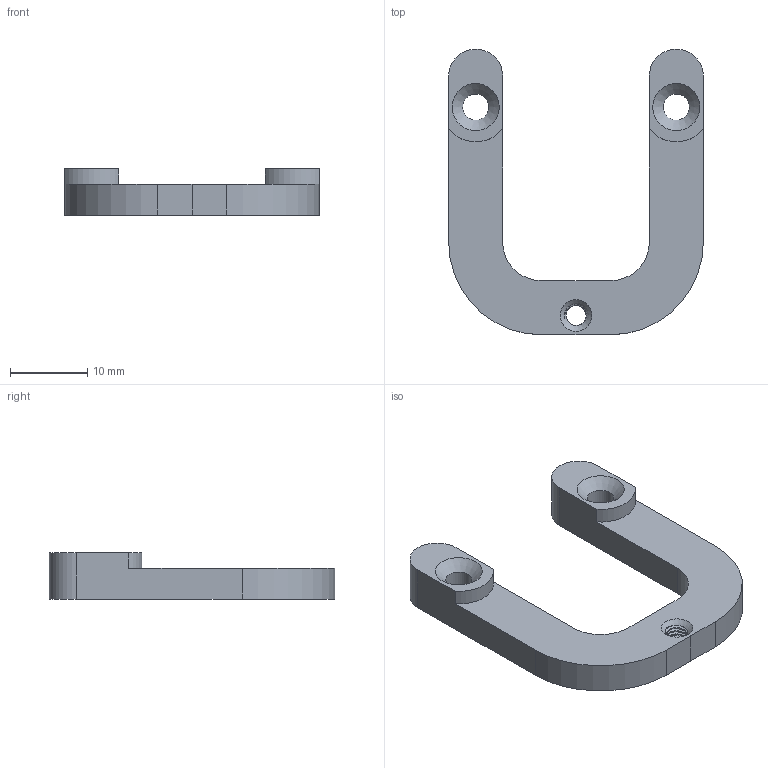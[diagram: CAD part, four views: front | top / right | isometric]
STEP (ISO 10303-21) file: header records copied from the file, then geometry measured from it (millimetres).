
FILE_DESCRIPTION(('FreeCAD Model'),'2;1');
FILE_NAME('Open CASCADE Shape Model','2023-06-05T17:45:46',(''),(''), 'Open CASCADE STEP processor 7.6','FreeCAD','Unknown');
FILE_SCHEMA(('AUTOMOTIVE_DESIGN { 1 0 10303 214 1 1 1 1 }'));
Length unit declared in the file: millimetre
Products named in the file (1): Hole065
Bounding box: 33 x 37 x 6 mm (x, y, z)
Volume: 2497.8 mm3; surface area: 2144.4 mm2
Topology: 1 solids, 1 shells, 57 faces, 135 edges, 80 vertices
Faces by surface type: bspline 24, cylinder 18, plane 12, cone 3
Full cylindrical faces by diameter (mm): 2.6 x6, 3.4 x2
Entity records: 8117 total; most frequent: CARTESIAN_POINT 5703, DIRECTION 326, ORIENTED_EDGE 270, PCURVE 270, DEFINITIONAL_REPRESENTATION 270, LINE 192, VECTOR 192, B_SPLINE_CURVE_WITH_KNOTS 164
